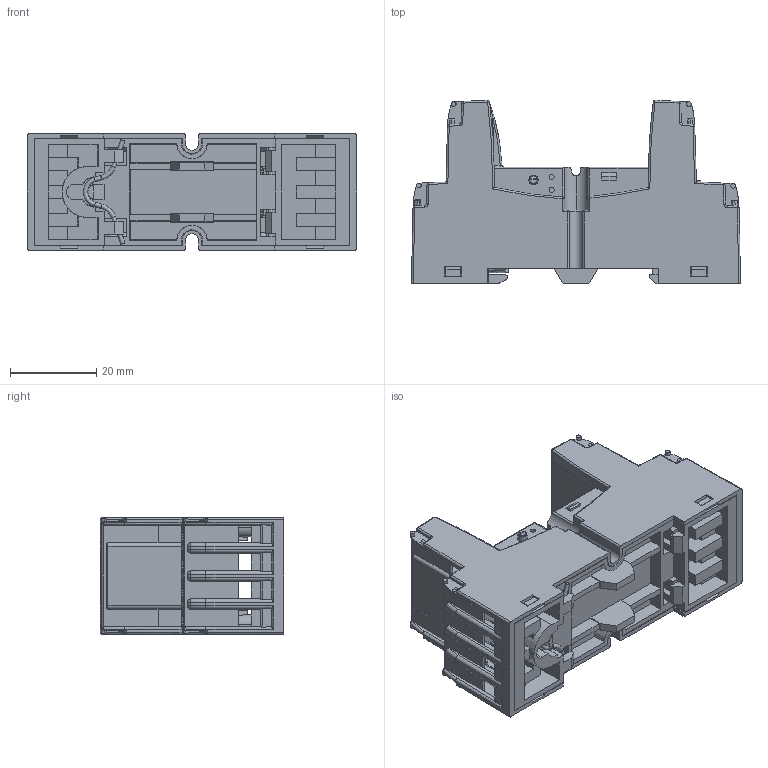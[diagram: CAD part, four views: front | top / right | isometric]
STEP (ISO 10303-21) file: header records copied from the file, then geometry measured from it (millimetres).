
FILE_DESCRIPTION (( 'STEP AP214' ), '1' );
FILE_NAME ('GZT2-4-0000 - Gniazdo-zestaw.STP', '2014-04-17T10:03:13', ( 'konserwatorlok1' ), ( '' ), 'SwSTEP 2.0', 'SolidWorks 2012', '' );
FILE_SCHEMA (( 'AUTOMOTIVE_DESIGN' ));
Length unit declared in the file: millimetre
Products named in the file (6): GZT4-0027 - Sprê¿yna dociskowa; GZT4-0038 - P³ytka opisowa gniazda; GZT4-0015 - Wkrêt krzy¿owy M3x8; GZT4-0030.1  Pokrywa GZT4; GZT4-0020_2 - Podstawa GZT4; GZT2-4-0000 - Gniazdo-zestaw
Assembly tree (18 placements, depth 2):
  GZT2-4-0000 - Gniazdo-zestaw
    GZT4-0020_2 - Podstawa GZT4
    GZT4-0030.1  Pokrywa GZT4
    GZT4-0015 - Wkrêt krzy¿owy M3x8  x14
    GZT4-0038 - P³ytka opisowa gniazda
    GZT4-0027 - Sprê¿yna dociskowa
Bounding box: 76.3 x 42.48 x 27 mm (x, y, z)
Volume: 23147.6 mm3; surface area: 32489.2 mm2
Topology: 18 solids, 22 shells, 3314 faces, 8427 edges, 5029 vertices
Faces by surface type: plane 1358, cylinder 873, bspline 394, torus 329, sphere 199, cone 161
Entity records: 65206 total; most frequent: CARTESIAN_POINT 16421, ORIENTED_EDGE 10624, DIRECTION 9327, EDGE_CURVE 5312, LINE 3639, VECTOR 3639, VERTEX_POINT 3372, AXIS2_PLACEMENT_3D 2844
